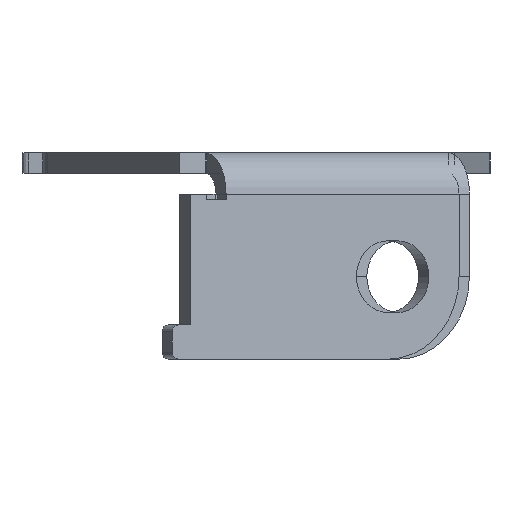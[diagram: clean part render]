
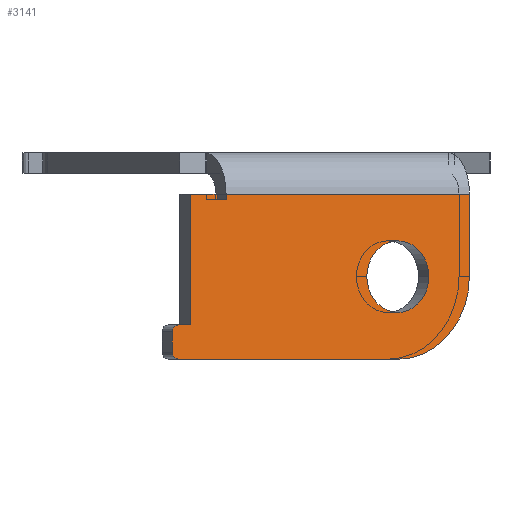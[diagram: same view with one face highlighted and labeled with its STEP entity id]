
A CAD part, left-side view. The second image highlights one B-rep face of the part: STEP entity #3141.
In plain terms, the highlighted planar face has unit normal (-0.866, -0.5, 0).
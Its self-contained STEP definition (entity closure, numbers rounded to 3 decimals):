
#57 = ORIENTED_EDGE ( 'NONE', *, *, #1105, .F. ) ;
#67 = LINE ( 'NONE', #1283, #1522 ) ;
#121 = DIRECTION ( 'NONE',  ( 0., 0., 1. ) ) ;
#125 = DIRECTION ( 'NONE',  ( -0.5, 0.866, 0. ) ) ;
#138 = DIRECTION ( 'NONE',  ( 0.866, 0.5, 0. ) ) ;
#224 = EDGE_CURVE ( 'NONE', #2614, #3570, #1901, .T. ) ;
#228 = CARTESIAN_POINT ( 'NONE',  ( -615.902, 1072.773, 33. ) ) ;
#274 = CARTESIAN_POINT ( 'NONE',  ( -615.902, 1072.773, 52. ) ) ;
#284 = AXIS2_PLACEMENT_3D ( 'NONE', #890, #2057, #3210 ) ;
#306 = ORIENTED_EDGE ( 'NONE', *, *, #224, .F. ) ;
#322 = DIRECTION ( 'NONE',  ( -0.5, 0.866, 0. ) ) ;
#325 = VERTEX_POINT ( 'NONE', #1103 ) ;
#352 = DIRECTION ( 'NONE',  ( 0.5, -0.866, 0. ) ) ;
#368 = DIRECTION ( 'NONE',  ( 0., 0., 1. ) ) ;
#383 = ORIENTED_EDGE ( 'NONE', *, *, #2305, .F. ) ;
#405 = VERTEX_POINT ( 'NONE', #2223 ) ;
#412 = CARTESIAN_POINT ( 'NONE',  ( -598.491, 1042.618, 40. ) ) ;
#435 = CARTESIAN_POINT ( 'NONE',  ( -613.652, 1068.876, 679.711 ) ) ;
#455 = VECTOR ( 'NONE', #940, 1000. ) ;
#500 = ORIENTED_EDGE ( 'NONE', *, *, #582, .F. ) ;
#573 = ORIENTED_EDGE ( 'NONE', *, *, #1672, .T. ) ;
#574 = ORIENTED_EDGE ( 'NONE', *, *, #3466, .F. ) ;
#582 = EDGE_CURVE ( 'NONE', #2593, #2747, #3009, .T. ) ;
#596 = ORIENTED_EDGE ( 'NONE', *, *, #1359, .T. ) ;
#599 = CIRCLE ( 'NONE', #2067, 1. ) ;
#606 = VECTOR ( 'NONE', #368, 1000. ) ;
#610 = DIRECTION ( 'NONE',  ( 0.5, -0.866, 0. ) ) ;
#618 = CARTESIAN_POINT ( 'NONE',  ( -598.491, 1042.618, 40. ) ) ;
#620 = CARTESIAN_POINT ( 'NONE',  ( -595.891, 1038.114, 40. ) ) ;
#643 = CARTESIAN_POINT ( 'NONE',  ( -612.902, 1067.577, 52. ) ) ;
#656 = CARTESIAN_POINT ( 'NONE',  ( -613.652, 1068.876, 51.25 ) ) ;
#705 = VECTOR ( 'NONE', #610, 1000. ) ;
#890 = CARTESIAN_POINT ( 'NONE',  ( -616.902, 1074.505, 32. ) ) ;
#903 = VERTEX_POINT ( 'NONE', #643 ) ;
#925 = CARTESIAN_POINT ( 'NONE',  ( -615.902, 1072.773, 52. ) ) ;
#940 = DIRECTION ( 'NONE',  ( -0.5, 0.866, 0. ) ) ;
#944 = CARTESIAN_POINT ( 'NONE',  ( -617.402, 1075.371, 29. ) ) ;
#956 = EDGE_CURVE ( 'NONE', #2706, #405, #1028, .T. ) ;
#1008 = EDGE_CURVE ( 'NONE', #325, #903, #2757, .T. ) ;
#1028 = CIRCLE ( 'NONE', #2422, 5.2 ) ;
#1031 = CIRCLE ( 'NONE', #284, 1. ) ;
#1036 = CARTESIAN_POINT ( 'NONE',  ( -598.491, 1042.618, 28. ) ) ;
#1066 = CARTESIAN_POINT ( 'NONE',  ( -613.652, 1068.876, 52. ) ) ;
#1076 = CARTESIAN_POINT ( 'NONE',  ( -592.491, 1032.225, 679.711 ) ) ;
#1103 = CARTESIAN_POINT ( 'NONE',  ( -612.902, 1067.577, 51.25 ) ) ;
#1105 = EDGE_CURVE ( 'NONE', #2188, #3703, #3148, .T. ) ;
#1116 = VERTEX_POINT ( 'NONE', #1978 ) ;
#1213 = VERTEX_POINT ( 'NONE', #1390 ) ;
#1283 = CARTESIAN_POINT ( 'NONE',  ( -615.902, 1072.773, 28. ) ) ;
#1359 = EDGE_CURVE ( 'NONE', #2597, #1213, #1031, .T. ) ;
#1390 = CARTESIAN_POINT ( 'NONE',  ( -617.402, 1075.371, 32. ) ) ;
#1507 = AXIS2_PLACEMENT_3D ( 'NONE', #2331, #3468, #3451 ) ;
#1522 = VECTOR ( 'NONE', #125, 1000. ) ;
#1535 = ORIENTED_EDGE ( 'NONE', *, *, #3280, .T. ) ;
#1582 = DIRECTION ( 'NONE',  ( -0.5, 0.866, 0. ) ) ;
#1601 = DIRECTION ( 'NONE',  ( 0., 0., -1. ) ) ;
#1609 = ORIENTED_EDGE ( 'NONE', *, *, #1654, .F. ) ;
#1654 = EDGE_CURVE ( 'NONE', #3570, #2593, #2899, .T. ) ;
#1672 = EDGE_CURVE ( 'NONE', #405, #2706, #3688, .T. ) ;
#1901 = LINE ( 'NONE', #2714, #606 ) ;
#1916 = EDGE_CURVE ( 'NONE', #1116, #2188, #2522, .T. ) ;
#1927 = EDGE_LOOP ( 'NONE', ( #3292, #573 ) ) ;
#1938 = EDGE_CURVE ( 'NONE', #2729, #2234, #599, .T. ) ;
#1978 = CARTESIAN_POINT ( 'NONE',  ( -592.491, 1032.225, 52. ) ) ;
#2013 = DIRECTION ( 'NONE',  ( 0.5, -0.866, 0. ) ) ;
#2025 = CARTESIAN_POINT ( 'NONE',  ( -592.491, 1032.225, 40. ) ) ;
#2036 = DIRECTION ( 'NONE',  ( 0.866, 0.5, 0. ) ) ;
#2057 = DIRECTION ( 'NONE',  ( -0.866, -0.5, 0. ) ) ;
#2067 = AXIS2_PLACEMENT_3D ( 'NONE', #3765, #2330, #2013 ) ;
#2069 = FACE_OUTER_BOUND ( 'NONE', #2183, .T. ) ;
#2090 = DIRECTION ( 'NONE',  ( 0.5, -0.866, 0. ) ) ;
#2097 = EDGE_CURVE ( 'NONE', #3703, #2234, #67, .T. ) ;
#2183 = EDGE_LOOP ( 'NONE', ( #383, #500, #1609, #306, #574, #596, #2421, #3612, #2548, #57, #3188, #1535, #2693 ) ) ;
#2188 = VERTEX_POINT ( 'NONE', #2025 ) ;
#2221 = CARTESIAN_POINT ( 'NONE',  ( -617.402, 1075.371, 679.711 ) ) ;
#2223 = CARTESIAN_POINT ( 'NONE',  ( -601.091, 1047.121, 40. ) ) ;
#2234 = VERTEX_POINT ( 'NONE', #3048 ) ;
#2258 = LINE ( 'NONE', #2221, #3441 ) ;
#2305 = EDGE_CURVE ( 'NONE', #2747, #325, #3420, .T. ) ;
#2330 = DIRECTION ( 'NONE',  ( -0.866, -0.5, 0. ) ) ;
#2331 = CARTESIAN_POINT ( 'NONE',  ( -615.902, 1072.773, 679.711 ) ) ;
#2421 = ORIENTED_EDGE ( 'NONE', *, *, #2978, .T. ) ;
#2422 = AXIS2_PLACEMENT_3D ( 'NONE', #2645, #3231, #2945 ) ;
#2522 = LINE ( 'NONE', #1076, #3335 ) ;
#2548 = ORIENTED_EDGE ( 'NONE', *, *, #2097, .F. ) ;
#2562 = CARTESIAN_POINT ( 'NONE',  ( -616.902, 1074.505, 33. ) ) ;
#2593 = VERTEX_POINT ( 'NONE', #1066 ) ;
#2597 = VERTEX_POINT ( 'NONE', #2562 ) ;
#2611 = AXIS2_PLACEMENT_3D ( 'NONE', #618, #2036, #322 ) ;
#2613 = CARTESIAN_POINT ( 'NONE',  ( -615.902, 1072.773, 33. ) ) ;
#2614 = VERTEX_POINT ( 'NONE', #228 ) ;
#2618 = FACE_BOUND ( 'NONE', #1927, .T. ) ;
#2645 = CARTESIAN_POINT ( 'NONE',  ( -598.491, 1042.618, 40. ) ) ;
#2693 = ORIENTED_EDGE ( 'NONE', *, *, #1008, .F. ) ;
#2705 = CARTESIAN_POINT ( 'NONE',  ( -613.402, 1068.443, 52. ) ) ;
#2706 = VERTEX_POINT ( 'NONE', #620 ) ;
#2714 = CARTESIAN_POINT ( 'NONE',  ( -615.902, 1072.773, 679.711 ) ) ;
#2729 = VERTEX_POINT ( 'NONE', #944 ) ;
#2747 = VERTEX_POINT ( 'NONE', #656 ) ;
#2757 = LINE ( 'NONE', #3078, #3747 ) ;
#2803 = DIRECTION ( 'NONE',  ( 0., 0., -1. ) ) ;
#2841 = AXIS2_PLACEMENT_3D ( 'NONE', #412, #138, #1582 ) ;
#2899 = LINE ( 'NONE', #925, #3212 ) ;
#2933 = DIRECTION ( 'NONE',  ( 0., 0., -1. ) ) ;
#2945 = DIRECTION ( 'NONE',  ( -0.5, 0.866, 0. ) ) ;
#2952 = PLANE ( 'NONE',  #1507 ) ;
#2978 = EDGE_CURVE ( 'NONE', #1213, #2729, #2258, .T. ) ;
#3009 = LINE ( 'NONE', #435, #3080 ) ;
#3048 = CARTESIAN_POINT ( 'NONE',  ( -616.902, 1074.505, 28. ) ) ;
#3049 = LINE ( 'NONE', #2705, #455 ) ;
#3078 = CARTESIAN_POINT ( 'NONE',  ( -612.902, 1067.577, 679.711 ) ) ;
#3080 = VECTOR ( 'NONE', #1601, 1000. ) ;
#3141 = ADVANCED_FACE ( 'NONE', ( #2618, #2069 ), #2952, .T. ) ;
#3148 = CIRCLE ( 'NONE', #2841, 12. ) ;
#3188 = ORIENTED_EDGE ( 'NONE', *, *, #1916, .F. ) ;
#3193 = CARTESIAN_POINT ( 'NONE',  ( -615.902, 1072.773, 51.25 ) ) ;
#3210 = DIRECTION ( 'NONE',  ( 0.5, -0.866, 0. ) ) ;
#3212 = VECTOR ( 'NONE', #2090, 1000. ) ;
#3231 = DIRECTION ( 'NONE',  ( 0.866, 0.5, 0. ) ) ;
#3275 = VECTOR ( 'NONE', #352, 1000. ) ;
#3280 = EDGE_CURVE ( 'NONE', #1116, #903, #3049, .T. ) ;
#3292 = ORIENTED_EDGE ( 'NONE', *, *, #956, .T. ) ;
#3335 = VECTOR ( 'NONE', #2933, 1000. ) ;
#3420 = LINE ( 'NONE', #3193, #3275 ) ;
#3441 = VECTOR ( 'NONE', #2803, 1000. ) ;
#3451 = DIRECTION ( 'NONE',  ( -0.5, 0.866, 0. ) ) ;
#3466 = EDGE_CURVE ( 'NONE', #2597, #2614, #3494, .T. ) ;
#3468 = DIRECTION ( 'NONE',  ( -0.866, -0.5, 0. ) ) ;
#3494 = LINE ( 'NONE', #2613, #705 ) ;
#3570 = VERTEX_POINT ( 'NONE', #274 ) ;
#3612 = ORIENTED_EDGE ( 'NONE', *, *, #1938, .T. ) ;
#3688 = CIRCLE ( 'NONE', #2611, 5.2 ) ;
#3703 = VERTEX_POINT ( 'NONE', #1036 ) ;
#3747 = VECTOR ( 'NONE', #121, 1000. ) ;
#3765 = CARTESIAN_POINT ( 'NONE',  ( -616.902, 1074.505, 29. ) ) ;
